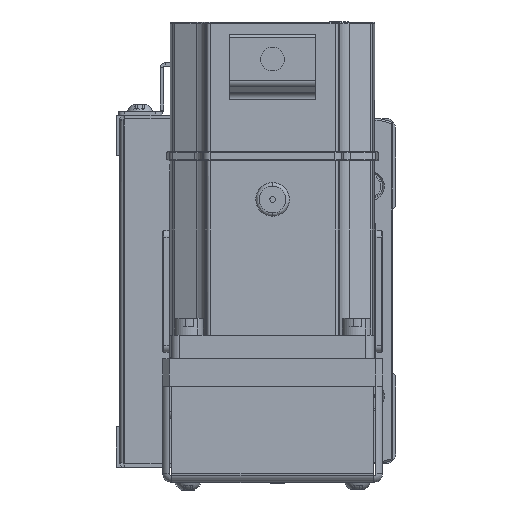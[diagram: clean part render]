
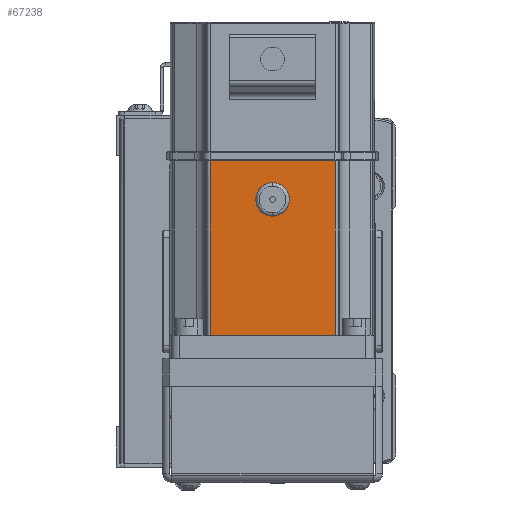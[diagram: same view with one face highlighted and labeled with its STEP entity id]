
A CAD part, left-side view. The second image highlights one B-rep face of the part: STEP entity #67238.
In plain terms, the highlighted face is planar.
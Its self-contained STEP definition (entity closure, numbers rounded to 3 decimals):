
#37 = DIRECTION ( 'NONE',  ( 0., -1., 0. ) ) ;
#51 = DIRECTION ( 'NONE',  ( 0., 0., -1. ) ) ;
#161 = CIRCLE ( 'NONE', #40288, 3.9 ) ;
#778 = PLANE ( 'NONE',  #77532 ) ;
#1060 = DIRECTION ( 'NONE',  ( -1., 0., 0. ) ) ;
#4094 = ORIENTED_EDGE ( 'NONE', *, *, #66038, .T. ) ;
#4689 = DIRECTION ( 'NONE',  ( 0., -1., 0. ) ) ;
#5612 = VERTEX_POINT ( 'NONE', #55229 ) ;
#7448 = FACE_BOUND ( 'NONE', #73252, .T. ) ;
#10157 = DIRECTION ( 'NONE',  ( 1., 0., 0. ) ) ;
#12272 = ORIENTED_EDGE ( 'NONE', *, *, #38737, .T. ) ;
#13411 = CARTESIAN_POINT ( 'NONE',  ( 46.832, 85.787, 394.21 ) ) ;
#13451 = CIRCLE ( 'NONE', #55196, 3.9 ) ;
#18580 = DIRECTION ( 'NONE',  ( -1., 0., 0. ) ) ;
#20073 = EDGE_CURVE ( 'NONE', #59445, #24231, #67399, .T. ) ;
#23192 = CARTESIAN_POINT ( 'NONE',  ( 46.832, 33.29, 394.21 ) ) ;
#23646 = LINE ( 'NONE', #44329, #39219 ) ;
#24231 = VERTEX_POINT ( 'NONE', #23192 ) ;
#26493 = CARTESIAN_POINT ( 'NONE',  ( 46.832, 70.166, 394.21 ) ) ;
#27165 = LINE ( 'NONE', #13411, #44787 ) ;
#28371 = EDGE_CURVE ( 'NONE', #46279, #85540, #13451, .T. ) ;
#29970 = CARTESIAN_POINT ( 'NONE',  ( 35.432, 51.728, 394.21 ) ) ;
#30065 = CARTESIAN_POINT ( 'NONE',  ( 49.407, 33.29, 394.21 ) ) ;
#31173 = EDGE_LOOP ( 'NONE', ( #74052, #32671, #49841, #4094 ) ) ;
#31915 = CARTESIAN_POINT ( 'NONE',  ( 49.407, 70.166, 394.21 ) ) ;
#32671 = ORIENTED_EDGE ( 'NONE', *, *, #20073, .T. ) ;
#34073 = CARTESIAN_POINT ( 'NONE',  ( 49.407, 72.01, 394.21 ) ) ;
#35169 = VERTEX_POINT ( 'NONE', #26493 ) ;
#36632 = DIRECTION ( 'NONE',  ( -1., 0., 0. ) ) ;
#37937 = CARTESIAN_POINT ( 'NONE',  ( 31.532, 51.728, 394.21 ) ) ;
#38737 = EDGE_CURVE ( 'NONE', #85540, #46279, #161, .T. ) ;
#39219 = VECTOR ( 'NONE', #4689, 1000. ) ;
#39721 = CARTESIAN_POINT ( 'NONE',  ( 35.432, 51.728, 394.21 ) ) ;
#39741 = VECTOR ( 'NONE', #18580, 1000. ) ;
#40288 = AXIS2_PLACEMENT_3D ( 'NONE', #39721, #51, #46386 ) ;
#40722 = DIRECTION ( 'NONE',  ( 0., 0., 1. ) ) ;
#43266 = EDGE_CURVE ( 'NONE', #5612, #59445, #23646, .T. ) ;
#44329 = CARTESIAN_POINT ( 'NONE',  ( -4.668, 72.01, 394.21 ) ) ;
#44787 = VECTOR ( 'NONE', #37, 1000. ) ;
#45631 = CARTESIAN_POINT ( 'NONE',  ( 39.332, 51.728, 394.21 ) ) ;
#46279 = VERTEX_POINT ( 'NONE', #45631 ) ;
#46386 = DIRECTION ( 'NONE',  ( -1., 0., 0. ) ) ;
#48331 = ORIENTED_EDGE ( 'NONE', *, *, #28371, .T. ) ;
#49841 = ORIENTED_EDGE ( 'NONE', *, *, #56296, .F. ) ;
#55196 = AXIS2_PLACEMENT_3D ( 'NONE', #29970, #76248, #36632 ) ;
#55229 = CARTESIAN_POINT ( 'NONE',  ( -4.668, 70.166, 394.21 ) ) ;
#56087 = FACE_OUTER_BOUND ( 'NONE', #31173, .T. ) ;
#56296 = EDGE_CURVE ( 'NONE', #35169, #24231, #27165, .T. ) ;
#57328 = LINE ( 'NONE', #31915, #39741 ) ;
#59445 = VERTEX_POINT ( 'NONE', #62333 ) ;
#62333 = CARTESIAN_POINT ( 'NONE',  ( -4.668, 33.29, 394.21 ) ) ;
#66038 = EDGE_CURVE ( 'NONE', #35169, #5612, #57328, .T. ) ;
#67238 = ADVANCED_FACE ( 'NONE', ( #7448, #56087 ), #778, .T. ) ;
#67399 = LINE ( 'NONE', #30065, #84994 ) ;
#73252 = EDGE_LOOP ( 'NONE', ( #12272, #48331 ) ) ;
#74052 = ORIENTED_EDGE ( 'NONE', *, *, #43266, .T. ) ;
#76248 = DIRECTION ( 'NONE',  ( 0., 0., -1. ) ) ;
#77532 = AXIS2_PLACEMENT_3D ( 'NONE', #34073, #40722, #1060 ) ;
#84994 = VECTOR ( 'NONE', #10157, 1000. ) ;
#85540 = VERTEX_POINT ( 'NONE', #37937 ) ;
